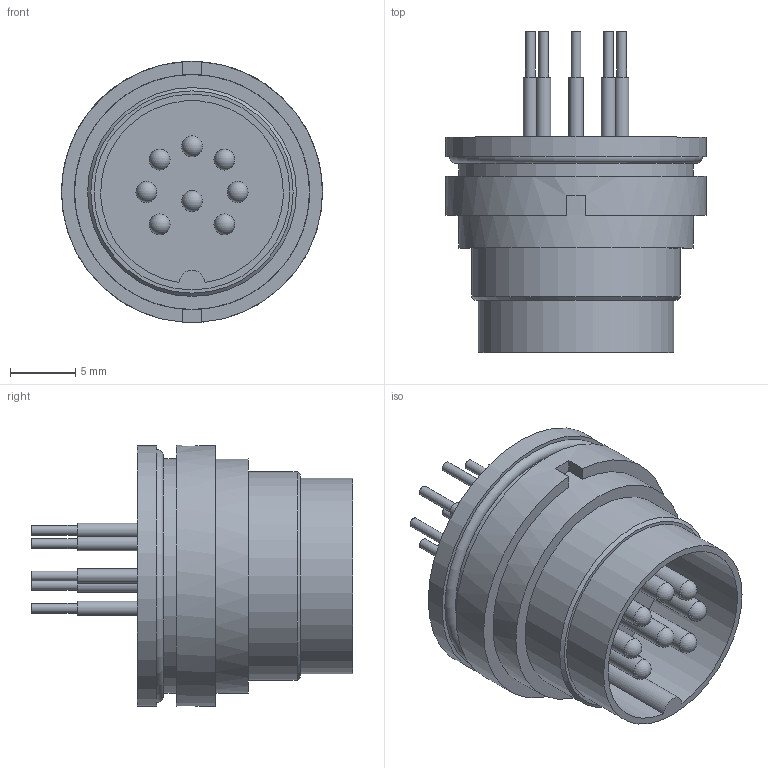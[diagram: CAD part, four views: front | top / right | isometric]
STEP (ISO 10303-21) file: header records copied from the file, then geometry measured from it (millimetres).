
FILE_DESCRIPTION(/* description */ (''),/* implementation_level */ '2;1');
FILE_NAME(/* name */ '09-0173-99-08.stp',/* time_stamp */ '2022-07-28T11:50:11+02:00',/* author */ (''),/* organization */ (''),/* preprocessor_version */ 'ST-DEVELOPER v16',/* originating_system */ 'SIEMENS PLM Software NX 11.0',/* authorisation */ '');
FILE_SCHEMA (('AUTOMOTIVE_DESIGN { 1 0 10303 214 3 1 1 1 }'));
Length unit declared in the file: millimetre
Products named in the file (1): sgro0AE8CB77q5uy
Bounding box: 20 x 24.6 x 20 mm (x, y, z)
Volume: 2276.7 mm3; surface area: 3013.8 mm2
Topology: 1 solids, 1 shells, 79 faces, 175 edges, 114 vertices
Faces by surface type: cylinder 35, plane 34, sphere 8, torus 1, cone 1
Full cylindrical faces by diameter (mm): 0.75 x8, 1.1 x8, 1.6 x8, 13.5 x1, 14.5 x1, 15 x1, 16 x2, 18 x2, 20 x2
Entity records: 1728 total; most frequent: DIRECTION 334, CARTESIAN_POINT 262, ORIENTED_EDGE 192, AXIS2_PLACEMENT_3D 158, EDGE_LOOP 146, FACE_BOUND 120, EDGE_CURVE 96, VERTEX_POINT 86
